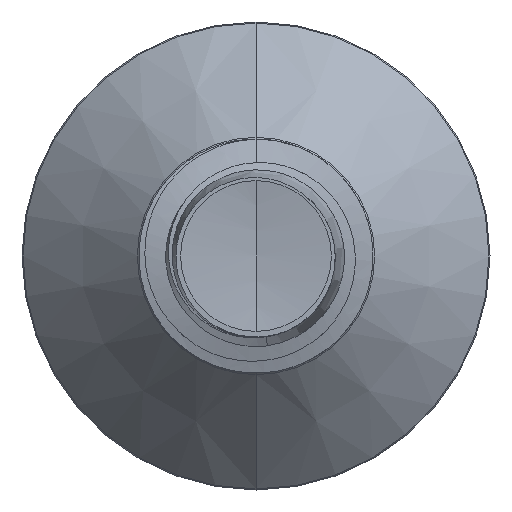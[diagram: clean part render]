
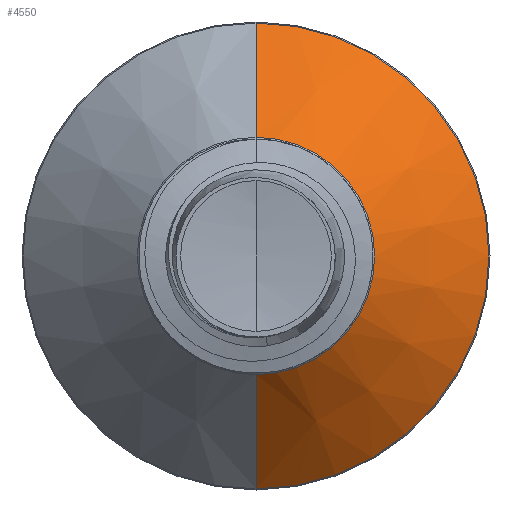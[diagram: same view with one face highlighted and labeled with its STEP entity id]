
A CAD part, front view. The second image highlights one B-rep face of the part: STEP entity #4550.
In plain terms, the highlighted conical face has half-angle 45 degrees and reference radius 1.522 mm.
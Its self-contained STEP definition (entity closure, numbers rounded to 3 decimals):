
#947 = CARTESIAN_POINT ( 'NONE',  ( 0., 2.472, 0. ) ) ;
#1007 = CARTESIAN_POINT ( 'NONE',  ( 0., 2.472, -1.522 ) ) ;
#1105 = AXIS2_PLACEMENT_3D ( 'NONE', #12259, #6986, #1296 ) ;
#1151 = CIRCLE ( 'NONE', #2537, 1.522 ) ;
#1296 = DIRECTION ( 'NONE',  ( 0., 0., 1. ) ) ;
#1503 = EDGE_CURVE ( 'NONE', #3630, #2620, #9237, .T. ) ;
#2272 = AXIS2_PLACEMENT_3D ( 'NONE', #947, #11085, #6694 ) ;
#2300 = CARTESIAN_POINT ( 'NONE',  ( 0., 3.937, -2.987 ) ) ;
#2373 = CARTESIAN_POINT ( 'NONE',  ( 0., 3.937, 2.987 ) ) ;
#2537 = AXIS2_PLACEMENT_3D ( 'NONE', #10495, #5233, #11373 ) ;
#2620 = VERTEX_POINT ( 'NONE', #2300 ) ;
#3493 = VERTEX_POINT ( 'NONE', #2373 ) ;
#3630 = VERTEX_POINT ( 'NONE', #6234 ) ;
#3807 = EDGE_CURVE ( 'NONE', #3493, #2620, #8959, .T. ) ;
#3862 = EDGE_CURVE ( 'NONE', #7065, #3630, #1151, .T. ) ;
#4084 = EDGE_CURVE ( 'NONE', #7065, #3493, #6003, .T. ) ;
#4550 = ADVANCED_FACE ( 'NONE', ( #9097 ), #6423, .T. ) ;
#5233 = DIRECTION ( 'NONE',  ( 0., 1., 0. ) ) ;
#5722 = VECTOR ( 'NONE', #9087, 1000. ) ;
#6003 = LINE ( 'NONE', #8181, #5722 ) ;
#6234 = CARTESIAN_POINT ( 'NONE',  ( 0., 2.472, -1.522 ) ) ;
#6423 = CONICAL_SURFACE ( 'NONE', #2272, 1.522, 0.785 ) ;
#6694 = DIRECTION ( 'NONE',  ( 0., 0., 1. ) ) ;
#6847 = VECTOR ( 'NONE', #7732, 1000. ) ;
#6986 = DIRECTION ( 'NONE',  ( 0., 1., 0. ) ) ;
#7065 = VERTEX_POINT ( 'NONE', #11749 ) ;
#7326 = EDGE_LOOP ( 'NONE', ( #7536, #10009, #8644, #9425 ) ) ;
#7536 = ORIENTED_EDGE ( 'NONE', *, *, #3862, .T. ) ;
#7732 = DIRECTION ( 'NONE',  ( 0., 0.707, -0.707 ) ) ;
#8181 = CARTESIAN_POINT ( 'NONE',  ( 0., 2.472, 1.522 ) ) ;
#8644 = ORIENTED_EDGE ( 'NONE', *, *, #3807, .F. ) ;
#8959 = CIRCLE ( 'NONE', #1105, 2.987 ) ;
#9087 = DIRECTION ( 'NONE',  ( 0., 0.707, 0.707 ) ) ;
#9097 = FACE_OUTER_BOUND ( 'NONE', #7326, .T. ) ;
#9237 = LINE ( 'NONE', #1007, #6847 ) ;
#9425 = ORIENTED_EDGE ( 'NONE', *, *, #4084, .F. ) ;
#10009 = ORIENTED_EDGE ( 'NONE', *, *, #1503, .T. ) ;
#10495 = CARTESIAN_POINT ( 'NONE',  ( 0., 2.472, 0. ) ) ;
#11085 = DIRECTION ( 'NONE',  ( 0., 1., 0. ) ) ;
#11373 = DIRECTION ( 'NONE',  ( 0., 0., 1. ) ) ;
#11749 = CARTESIAN_POINT ( 'NONE',  ( 0., 2.472, 1.522 ) ) ;
#12259 = CARTESIAN_POINT ( 'NONE',  ( 0., 3.937, 0. ) ) ;
